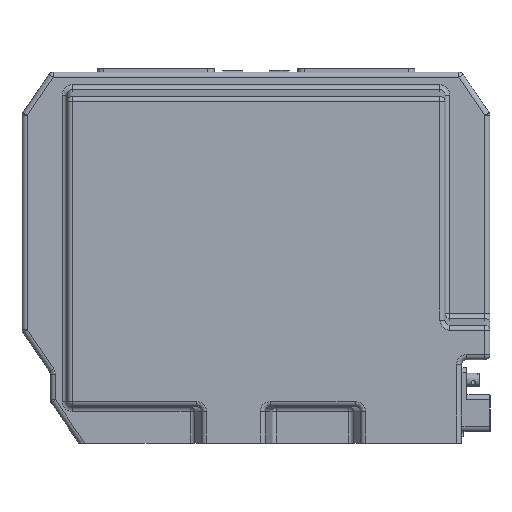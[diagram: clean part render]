
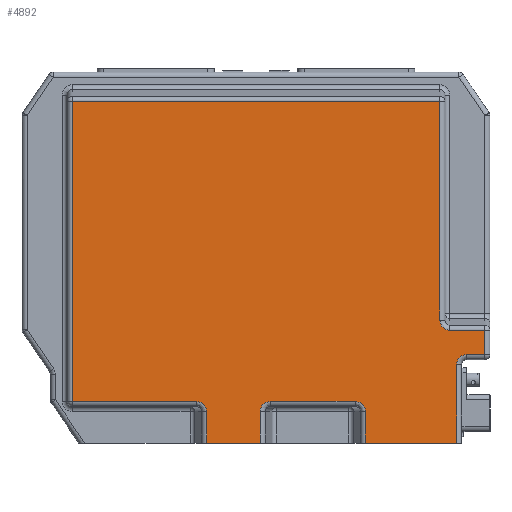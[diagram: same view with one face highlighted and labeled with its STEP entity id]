
A CAD part, front view. The second image highlights one B-rep face of the part: STEP entity #4892.
In plain terms, the highlighted planar face has unit normal (0, -1, 0).
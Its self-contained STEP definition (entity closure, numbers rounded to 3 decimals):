
#4892=ADVANCED_FACE('',(#14514),#14516,.T.);
#14514=FACE_BOUND('',#14515,.T.);
#14515=EDGE_LOOP('',(#22601,#22602,#22603,#22604,#22605,#22606,#22607,#22608,#22609,
#22610,#22611,#22612,#22613,#22614,#22615,#22616,#22617,#22618,#22619));
#14516=PLANE('',#14517);
#14517=AXIS2_PLACEMENT_3D('',#14518,#14519,#14520);
#14518=CARTESIAN_POINT('',(-280.,-148.,0.));
#14519=DIRECTION('',(0.,-1.,0.));
#14520=DIRECTION('',(1.,0.,0.));
#22601=ORIENTED_EDGE('',*,*,#28062,.T.);
#22602=ORIENTED_EDGE('',*,*,#28063,.F.);
#22603=ORIENTED_EDGE('',*,*,#28064,.T.);
#22604=ORIENTED_EDGE('',*,*,#28065,.T.);
#22605=ORIENTED_EDGE('',*,*,#28066,.T.);
#22606=ORIENTED_EDGE('',*,*,#28067,.T.);
#22607=ORIENTED_EDGE('',*,*,#28068,.F.);
#22608=ORIENTED_EDGE('',*,*,#28069,.T.);
#22609=ORIENTED_EDGE('',*,*,#27453,.T.);
#22610=ORIENTED_EDGE('',*,*,#28070,.T.);
#22611=ORIENTED_EDGE('',*,*,#28071,.F.);
#22612=ORIENTED_EDGE('',*,*,#28072,.T.);
#22613=ORIENTED_EDGE('',*,*,#28073,.F.);
#22614=ORIENTED_EDGE('',*,*,#28074,.T.);
#22615=ORIENTED_EDGE('',*,*,#27445,.T.);
#22616=ORIENTED_EDGE('',*,*,#28060,.T.);
#22617=ORIENTED_EDGE('',*,*,#28075,.F.);
#22618=ORIENTED_EDGE('',*,*,#28076,.T.);
#22619=ORIENTED_EDGE('',*,*,#28077,.T.);
#27445=EDGE_CURVE('',#30876,#30874,#30877,.T.);
#27453=EDGE_CURVE('',#30892,#30890,#30893,.T.);
#28060=EDGE_CURVE('',#30874,#32049,#32050,.T.);
#28062=EDGE_CURVE('',#32052,#32053,#32054,.F.);
#28063=EDGE_CURVE('',#32055,#32053,#32056,.T.);
#28064=EDGE_CURVE('',#32055,#32057,#32058,.T.);
#28065=EDGE_CURVE('',#32057,#32059,#32060,.F.);
#28066=EDGE_CURVE('',#32059,#32061,#32062,.T.);
#28067=EDGE_CURVE('',#32061,#32063,#32064,.T.);
#28068=EDGE_CURVE('',#32065,#32063,#32066,.F.);
#28069=EDGE_CURVE('',#32065,#30892,#32067,.F.);
#28070=EDGE_CURVE('',#30890,#32068,#32069,.F.);
#28071=EDGE_CURVE('',#32070,#32068,#32071,.T.);
#28072=EDGE_CURVE('',#32070,#32072,#32073,.T.);
#28073=EDGE_CURVE('',#32074,#32072,#32075,.F.);
#28074=EDGE_CURVE('',#32074,#30876,#32076,.F.);
#28075=EDGE_CURVE('',#32077,#32049,#32078,.F.);
#28076=EDGE_CURVE('',#32077,#32079,#32080,.F.);
#28077=EDGE_CURVE('',#32079,#32052,#32081,.T.);
#30874=VERTEX_POINT('',#39417);
#30876=VERTEX_POINT('',#39422);
#30877=LINE('',#39423,#39424);
#30890=VERTEX_POINT('',#39453);
#30892=VERTEX_POINT('',#39458);
#30893=LINE('',#39459,#39460);
#32049=VERTEX_POINT('',#42011);
#32050=LINE('',#42012,#42013);
#32052=VERTEX_POINT('',#42019);
#32053=VERTEX_POINT('',#42020);
#32054=LINE('',#42021,#42022);
#32055=VERTEX_POINT('',#42024);
#32056=(BOUNDED_CURVE()B_SPLINE_CURVE(3,
(#42025,#42026,#42027,#42028),
.UNSPECIFIED.,.F.,.F.)B_SPLINE_CURVE_WITH_KNOTS((4,4),
(0.,1.),
.UNSPECIFIED.)CURVE()GEOMETRIC_REPRESENTATION_ITEM()RATIONAL_B_SPLINE_CURVE((1.,
0.805,0.805,1.))REPRESENTATION_ITEM(''));
#32057=VERTEX_POINT('',#42029);
#32058=LINE('',#42030,#42031);
#32059=VERTEX_POINT('',#42033);
#32060=LINE('',#42034,#42035);
#32061=VERTEX_POINT('',#42037);
#32062=LINE('',#42038,#42039);
#32063=VERTEX_POINT('',#42041);
#32064=LINE('',#42042,#42043);
#32065=VERTEX_POINT('',#42045);
#32066=(BOUNDED_CURVE()B_SPLINE_CURVE(3,
(#42046,#42047,#42048,#42049),
.UNSPECIFIED.,.F.,.F.)B_SPLINE_CURVE_WITH_KNOTS((4,4),
(0.,1.),
.UNSPECIFIED.)CURVE()GEOMETRIC_REPRESENTATION_ITEM()RATIONAL_B_SPLINE_CURVE((1.,
0.805,0.805,1.))REPRESENTATION_ITEM(''));
#32067=LINE('',#42050,#42051);
#32068=VERTEX_POINT('',#42053);
#32069=LINE('',#42054,#42055);
#32070=VERTEX_POINT('',#42057);
#32071=(BOUNDED_CURVE()B_SPLINE_CURVE(3,
(#42058,#42059,#42060,#42061),
.UNSPECIFIED.,.F.,.F.)B_SPLINE_CURVE_WITH_KNOTS((4,4),
(0.,1.),
.UNSPECIFIED.)CURVE()GEOMETRIC_REPRESENTATION_ITEM()RATIONAL_B_SPLINE_CURVE((1.,
0.805,0.805,1.))REPRESENTATION_ITEM(''));
#32072=VERTEX_POINT('',#42062);
#32073=LINE('',#42063,#42064);
#32074=VERTEX_POINT('',#42066);
#32075=(BOUNDED_CURVE()B_SPLINE_CURVE(3,
(#42067,#42068,#42069,#42070),
.UNSPECIFIED.,.F.,.F.)B_SPLINE_CURVE_WITH_KNOTS((4,4),
(0.,1.),
.UNSPECIFIED.)CURVE()GEOMETRIC_REPRESENTATION_ITEM()RATIONAL_B_SPLINE_CURVE((1.,
0.805,0.805,1.))REPRESENTATION_ITEM(''));
#32076=LINE('',#42071,#42072);
#32077=VERTEX_POINT('',#42074);
#32078=CIRCLE('',#42075,6.);
#32079=VERTEX_POINT('',#42079);
#32080=LINE('',#42080,#42081);
#32081=LINE('',#42083,#42084);
#39417=CARTESIAN_POINT('',(-20.,-148.,0.));
#39422=CARTESIAN_POINT('',(-74.561,-148.,0.));
#39423=CARTESIAN_POINT('',(-74.561,-148.,0.));
#39424=VECTOR('',#39425,1.);
#39425=DIRECTION('',(1.,0.,0.));
#39453=CARTESIAN_POINT('',(-137.439,-148.,0.));
#39458=CARTESIAN_POINT('',(-169.561,-148.,0.));
#39459=CARTESIAN_POINT('',(-169.561,-148.,0.));
#39460=VECTOR('',#39461,1.);
#39461=DIRECTION('',(1.,0.,0.));
#42011=CARTESIAN_POINT('',(-20.,-148.,47.));
#42012=CARTESIAN_POINT('',(-20.,-148.,0.));
#42013=VECTOR('',#42014,1.);
#42014=DIRECTION('',(0.,0.,1.));
#42019=CARTESIAN_POINT('',(-3.,-148.,67.561));
#42020=CARTESIAN_POINT('',(-24.,-148.,67.561));
#42021=CARTESIAN_POINT('',(-24.,-148.,67.561));
#42022=VECTOR('',#42023,1.);
#42023=DIRECTION('',(1.,0.,0.));
#42024=CARTESIAN_POINT('',(-30.,-148.,73.689));
#42025=CARTESIAN_POINT('',(-30.,-148.,73.689));
#42026=CARTESIAN_POINT('',(-30.,-148.,70.099));
#42027=CARTESIAN_POINT('',(-27.515,-148.,67.561));
#42028=CARTESIAN_POINT('',(-24.,-148.,67.561));
#42029=CARTESIAN_POINT('',(-30.,-148.,204.561));
#42030=CARTESIAN_POINT('',(-30.,-148.,73.689));
#42031=VECTOR('',#42032,1.);
#42032=DIRECTION('',(0.,0.,1.));
#42033=CARTESIAN_POINT('',(-250.,-148.,204.561));
#42034=CARTESIAN_POINT('',(-250.,-148.,204.561));
#42035=VECTOR('',#42036,1.);
#42036=DIRECTION('',(1.,0.,0.));
#42037=CARTESIAN_POINT('',(-250.,-148.,25.));
#42038=CARTESIAN_POINT('',(-250.,-148.,204.561));
#42039=VECTOR('',#42040,1.);
#42040=DIRECTION('',(0.,0.,-1.));
#42041=CARTESIAN_POINT('',(-175.689,-148.,25.));
#42042=CARTESIAN_POINT('',(-250.,-148.,25.));
#42043=VECTOR('',#42044,1.);
#42044=DIRECTION('',(1.,0.,0.));
#42045=CARTESIAN_POINT('',(-169.561,-148.,19.));
#42046=CARTESIAN_POINT('',(-175.689,-148.,25.));
#42047=CARTESIAN_POINT('',(-172.099,-148.,25.));
#42048=CARTESIAN_POINT('',(-169.561,-148.,22.515));
#42049=CARTESIAN_POINT('',(-169.561,-148.,19.));
#42050=CARTESIAN_POINT('',(-169.561,-148.,0.));
#42051=VECTOR('',#42052,1.);
#42052=DIRECTION('',(0.,0.,1.));
#42053=CARTESIAN_POINT('',(-137.439,-148.,19.));
#42054=CARTESIAN_POINT('',(-137.439,-148.,19.));
#42055=VECTOR('',#42056,1.);
#42056=DIRECTION('',(0.,0.,-1.));
#42057=CARTESIAN_POINT('',(-131.311,-148.,25.));
#42058=CARTESIAN_POINT('',(-131.311,-148.,25.));
#42059=CARTESIAN_POINT('',(-134.901,-148.,25.));
#42060=CARTESIAN_POINT('',(-137.439,-148.,22.515));
#42061=CARTESIAN_POINT('',(-137.439,-148.,19.));
#42062=CARTESIAN_POINT('',(-80.689,-148.,25.));
#42063=CARTESIAN_POINT('',(-131.311,-148.,25.));
#42064=VECTOR('',#42065,1.);
#42065=DIRECTION('',(1.,0.,0.));
#42066=CARTESIAN_POINT('',(-74.561,-148.,19.));
#42067=CARTESIAN_POINT('',(-80.689,-148.,25.));
#42068=CARTESIAN_POINT('',(-77.099,-148.,25.));
#42069=CARTESIAN_POINT('',(-74.561,-148.,22.515));
#42070=CARTESIAN_POINT('',(-74.561,-148.,19.));
#42071=CARTESIAN_POINT('',(-74.561,-148.,0.));
#42072=VECTOR('',#42073,1.);
#42073=DIRECTION('',(0.,0.,1.));
#42074=CARTESIAN_POINT('',(-14.,-148.,53.));
#42075=AXIS2_PLACEMENT_3D('',#42076,#42077,#42078);
#42076=CARTESIAN_POINT('',(-14.,-148.,47.));
#42077=DIRECTION('',(0.,1.,0.));
#42078=DIRECTION('',(-1.,0.,0.));
#42079=CARTESIAN_POINT('',(-3.,-148.,53.));
#42080=CARTESIAN_POINT('',(-3.,-148.,53.));
#42081=VECTOR('',#42082,1.);
#42082=DIRECTION('',(-1.,0.,0.));
#42083=CARTESIAN_POINT('',(-3.,-148.,53.));
#42084=VECTOR('',#42085,1.);
#42085=DIRECTION('',(0.,0.,1.));
